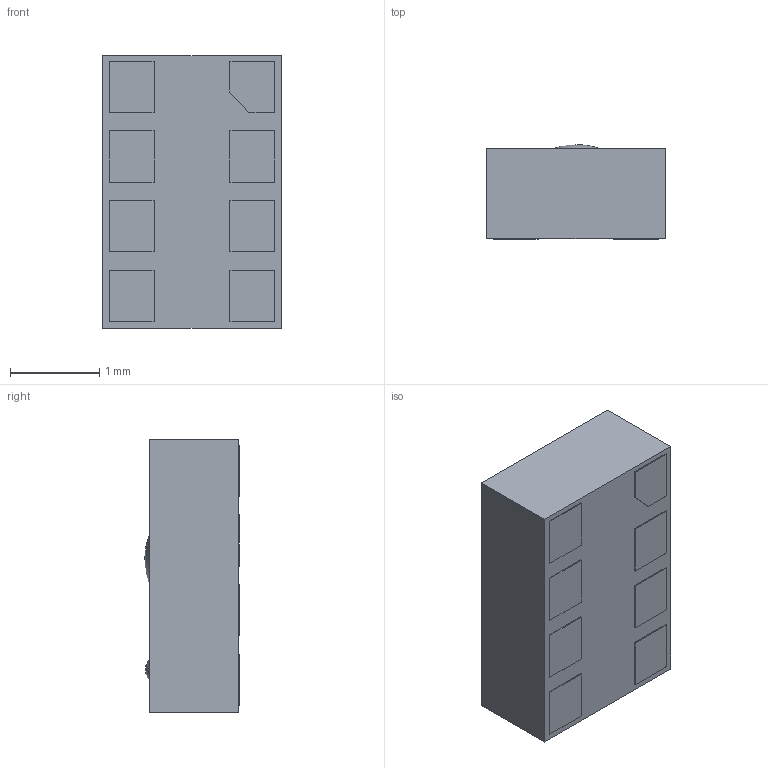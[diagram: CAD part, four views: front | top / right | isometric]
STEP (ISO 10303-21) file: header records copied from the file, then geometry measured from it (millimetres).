
FILE_DESCRIPTION (( 'STEP AP214' ), '1' );
FILE_NAME ('sensor proximidad VCNL36687S.STEP', '2020-10-14T09:53:37', ( '' ), ( '' ), 'SwSTEP 2.0', 'SolidWorks 2020', '' );
FILE_SCHEMA (( 'AUTOMOTIVE_DESIGN' ));
Length unit declared in the file: millimetre
Products named in the file (1): sensor proximidad VCNL36687S
Bounding box: 2 x 1.06 x 3.05 mm (x, y, z)
Volume: 6.1 mm3; surface area: 23.2 mm2
Topology: 1 solids, 1 shells, 62 faces, 149 edges, 98 vertices
Faces by surface type: plane 52, cylinder 8, sphere 2
Entity records: 2425 total; most frequent: CARTESIAN_POINT 300, ORIENTED_EDGE 286, DIRECTION 285, EDGE_CURVE 143, LINE 127, VECTOR 127, VERTEX_POINT 94, AXIS2_PLACEMENT_3D 79
